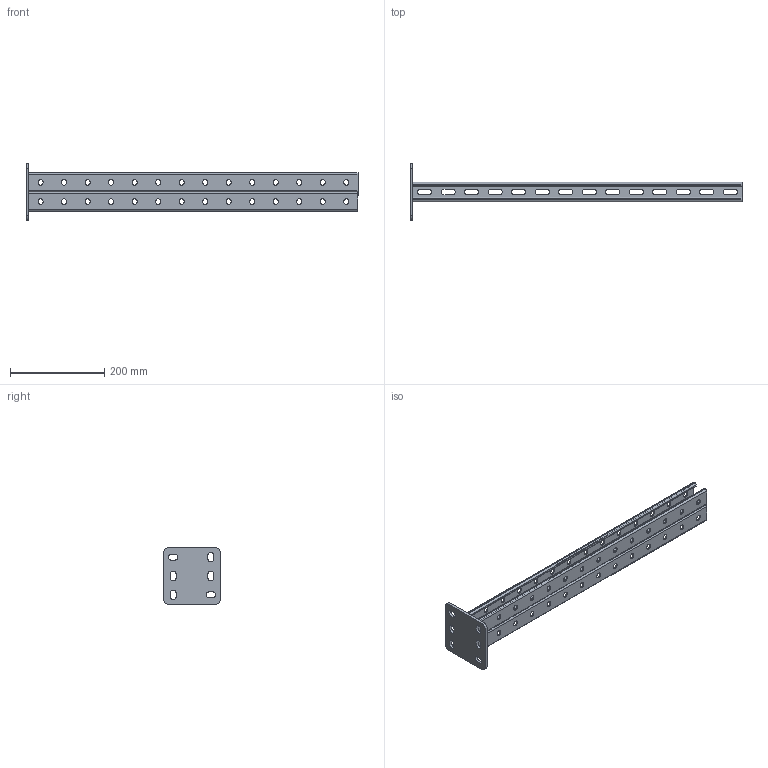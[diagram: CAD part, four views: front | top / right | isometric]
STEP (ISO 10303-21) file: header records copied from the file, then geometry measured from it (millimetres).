
FILE_DESCRIPTION (( 'STEP AP203' ), '1' );
FILE_NAME ('Êðîíøòåéí ïîòîëî÷íûé äâîéíîé_h41-700.step', '2022-01-27T07:59:07', ( '' ), ( '' ), 'SwSTEP 2.0', 'SolidWorks 2017', '' );
FILE_SCHEMA (( 'CONFIG_CONTROL_DESIGN' ));
Products named in the file (3): STRUT-镳铘桦黖h41-700; Êðîíøòåéí ïîòîëî÷íûé äâîéíîé_h41-700; Ïÿòêà ïîòîëî÷êàÿ
Assembly tree (3 placements, depth 2):
  Êðîíøòåéí ïîòîëî÷íûé äâîéíîé_h41-700
    Ïÿòêà ïîòîëî÷êàÿ
    STRUT-镳铘桦黖h41-700  x2
Bounding box: 706 x 120 x 120 mm (x, y, z)
Volume: 506304.9 mm3; surface area: 399226.9 mm2
Topology: 3 solids, 3 shells, 2658 faces, 7954 edges, 5302 vertices
Faces by surface type: plane 2460, cylinder 198
Entity records: 45099 total; most frequent: CARTESIAN_POINT 8066, ORIENTED_EDGE 8056, DIRECTION 6950, EDGE_CURVE 4028, LINE 3812, VECTOR 3812, VERTEX_POINT 2685, AXIS2_PLACEMENT_3D 1569
